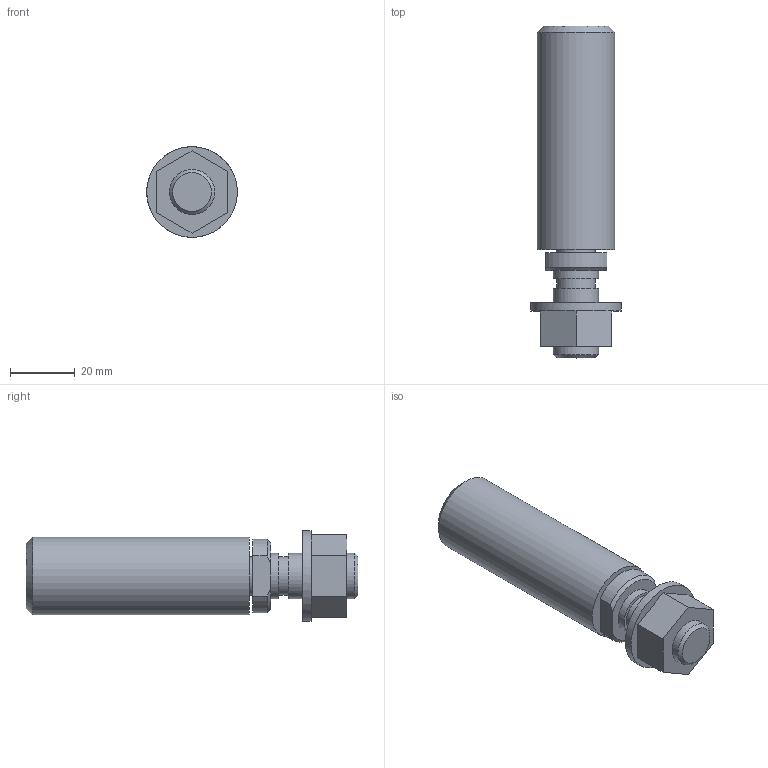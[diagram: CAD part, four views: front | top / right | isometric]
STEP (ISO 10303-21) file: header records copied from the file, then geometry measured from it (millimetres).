
FILE_DESCRIPTION (( 'STEP AP203' ), '1' );
FILE_NAME ('250630 STEP 3-400231-00_0700.STEP', '2025-06-30T11:58:01', ( '' ), ( '' ), 'SwSTEP 2.0', 'SolidWorks 2024', '' );
FILE_SCHEMA (( 'CONFIG_CONTROL_DESIGN' ));
Length unit declared in the file: millimetre
Products named in the file (1): 250630 STEP 3-400231-00_0700
Bounding box: 27.98 x 102.5 x 27.99 mm (x, y, z)
Volume: 41301.8 mm3; surface area: 9538.1 mm2
Topology: 1 solids, 1 shells, 31 faces, 65 edges, 44 vertices
Faces by surface type: plane 18, cylinder 9, cone 4
Full cylindrical faces by diameter (mm): 12 x2, 14 x3, 24 x1, 28 x1
Entity records: 837 total; most frequent: CARTESIAN_POINT 136, DIRECTION 134, ORIENTED_EDGE 104, AXIS2_PLACEMENT_3D 54, EDGE_CURVE 52, EDGE_LOOP 48, VERTEX_POINT 40, FACE_OUTER_BOUND 38
